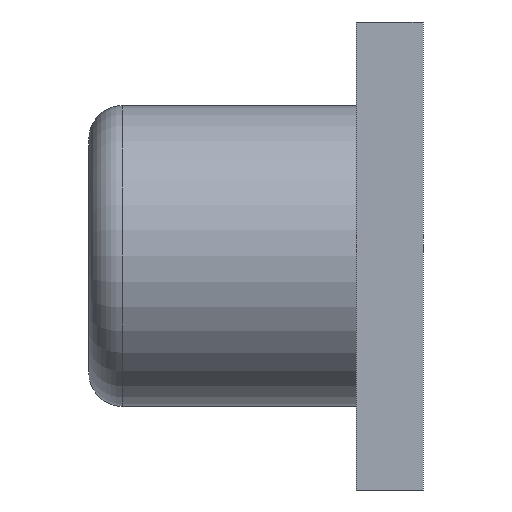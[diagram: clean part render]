
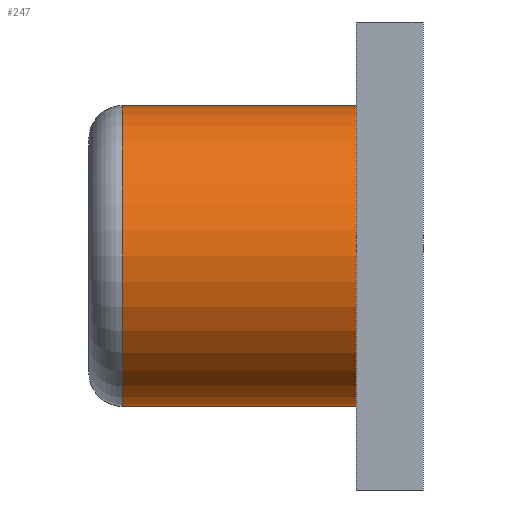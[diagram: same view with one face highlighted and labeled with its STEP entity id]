
A CAD part, left-side view. The second image highlights one B-rep face of the part: STEP entity #247.
In plain terms, the highlighted cylindrical face has radius 2.25 mm (diameter 4.5 mm), a partial arc.
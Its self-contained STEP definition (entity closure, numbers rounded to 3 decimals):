
#12 = VECTOR ( 'NONE', #591, 1000. ) ;
#19 = VERTEX_POINT ( 'NONE', #241 ) ;
#32 = CYLINDRICAL_SURFACE ( 'NONE', #716, 2.25 ) ;
#44 = AXIS2_PLACEMENT_3D ( 'NONE', #605, #539, #199 ) ;
#69 = EDGE_LOOP ( 'NONE', ( #244, #334, #72, #501 ) ) ;
#72 = ORIENTED_EDGE ( 'NONE', *, *, #661, .T. ) ;
#89 = AXIS2_PLACEMENT_3D ( 'NONE', #264, #268, #203 ) ;
#105 = VERTEX_POINT ( 'NONE', #677 ) ;
#165 = CARTESIAN_POINT ( 'NONE',  ( -13., 1., 2.25 ) ) ;
#179 = CARTESIAN_POINT ( 'NONE',  ( -13., 5., -2.25 ) ) ;
#199 = DIRECTION ( 'NONE',  ( 0., 0., 1. ) ) ;
#203 = DIRECTION ( 'NONE',  ( 0., 0., 1. ) ) ;
#241 = CARTESIAN_POINT ( 'NONE',  ( -13., 4.5, -2.25 ) ) ;
#243 = CARTESIAN_POINT ( 'NONE',  ( -13., 5., 2.25 ) ) ;
#244 = ORIENTED_EDGE ( 'NONE', *, *, #280, .F. ) ;
#247 = ADVANCED_FACE ( 'NONE', ( #672 ), #32, .T. ) ;
#264 = CARTESIAN_POINT ( 'NONE',  ( -13., 1., 0. ) ) ;
#268 = DIRECTION ( 'NONE',  ( 0., 1., 0. ) ) ;
#280 = EDGE_CURVE ( 'NONE', #560, #385, #482, .T. ) ;
#321 = DIRECTION ( 'NONE',  ( 0., -1., 0. ) ) ;
#334 = ORIENTED_EDGE ( 'NONE', *, *, #504, .T. ) ;
#363 = CIRCLE ( 'NONE', #44, 2.25 ) ;
#385 = VERTEX_POINT ( 'NONE', #165 ) ;
#462 = LINE ( 'NONE', #179, #757 ) ;
#477 = DIRECTION ( 'NONE',  ( 0., -1., 0. ) ) ;
#482 = LINE ( 'NONE', #243, #12 ) ;
#499 = CIRCLE ( 'NONE', #89, 2.25 ) ;
#501 = ORIENTED_EDGE ( 'NONE', *, *, #530, .T. ) ;
#504 = EDGE_CURVE ( 'NONE', #560, #19, #363, .T. ) ;
#510 = CARTESIAN_POINT ( 'NONE',  ( -13., 5., 0. ) ) ;
#530 = EDGE_CURVE ( 'NONE', #105, #385, #499, .T. ) ;
#539 = DIRECTION ( 'NONE',  ( 0., -1., 0. ) ) ;
#560 = VERTEX_POINT ( 'NONE', #751 ) ;
#591 = DIRECTION ( 'NONE',  ( 0., -1., 0. ) ) ;
#605 = CARTESIAN_POINT ( 'NONE',  ( -13., 4.5, 0. ) ) ;
#652 = DIRECTION ( 'NONE',  ( 0., 0., -1. ) ) ;
#661 = EDGE_CURVE ( 'NONE', #19, #105, #462, .T. ) ;
#672 = FACE_OUTER_BOUND ( 'NONE', #69, .T. ) ;
#677 = CARTESIAN_POINT ( 'NONE',  ( -13., 1., -2.25 ) ) ;
#716 = AXIS2_PLACEMENT_3D ( 'NONE', #510, #477, #652 ) ;
#751 = CARTESIAN_POINT ( 'NONE',  ( -13., 4.5, 2.25 ) ) ;
#757 = VECTOR ( 'NONE', #321, 1000. ) ;
